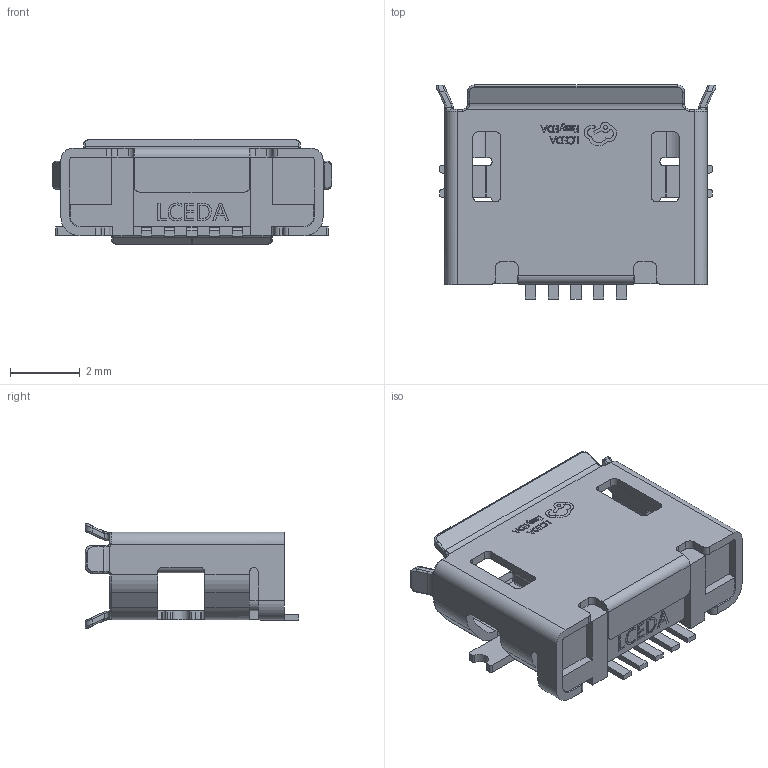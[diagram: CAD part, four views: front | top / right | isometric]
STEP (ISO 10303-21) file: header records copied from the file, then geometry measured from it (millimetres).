
FILE_DESCRIPTION (( 'STEP AP214' ), '1' );
FILE_NAME ('MICRO-USB-SMD_10118192-0001LF_1.step', '2022-07-07T02:32:47', ( '' ), ( '' ), 'SwSTEP 2.0', 'SolidWorks 2020', '' );
FILE_SCHEMA (( 'AUTOMOTIVE_DESIGN' ));
Length unit declared in the file: millimetre
Products named in the file (1): MICRO-USB-SMD_10118192-0001LF_1
Bounding box: 8 x 6.12 x 3 mm (x, y, z)
Volume: 49.7 mm3; surface area: 238.2 mm2
Topology: 1 solids, 1 shells, 757 faces, 2040 edges, 1309 vertices
Faces by surface type: plane 376, cylinder 181, bspline 152, torus 44, sphere 4
Entity records: 32992 total; most frequent: CARTESIAN_POINT 7097, ORIENTED_EDGE 4072, DIRECTION 3388, EDGE_CURVE 2036, VERTEX_POINT 1309, LINE 1276, VECTOR 1276, AXIS2_PLACEMENT_3D 1056
